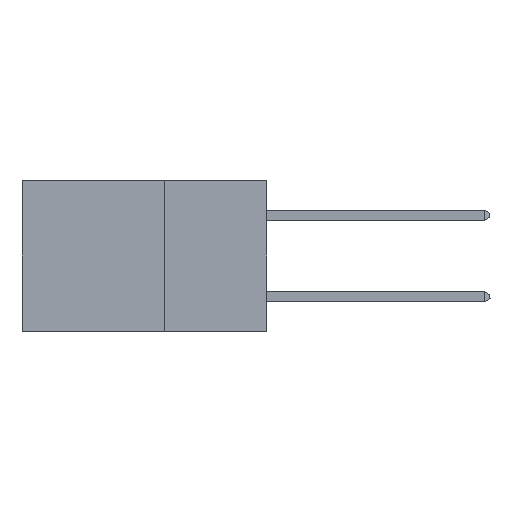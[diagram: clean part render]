
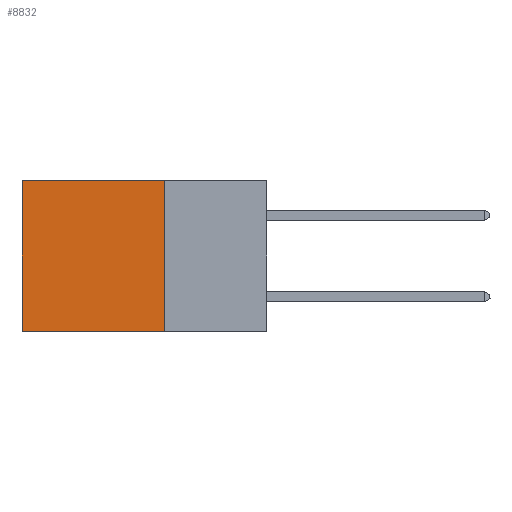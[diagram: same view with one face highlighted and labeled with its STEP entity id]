
A CAD part, left-side view. The second image highlights one B-rep face of the part: STEP entity #8832.
In plain terms, the highlighted planar face has unit normal (-1, 0, 0).
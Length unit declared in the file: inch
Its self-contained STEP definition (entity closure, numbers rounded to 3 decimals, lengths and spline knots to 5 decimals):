
#632 = ORIENTED_EDGE ( 'NONE', *, *, #11810, .F. ) ;
#1700 = DIRECTION ( 'NONE',  ( 0., 0., -1. ) ) ;
#2413 = AXIS2_PLACEMENT_3D ( 'NONE', #32940, #22051, #1700 ) ;
#4483 = CARTESIAN_POINT ( 'NONE',  ( 0.2875, 0.25, 0. ) ) ;
#6408 = VECTOR ( 'NONE', #23031, 39.37008 ) ;
#6615 = VERTEX_POINT ( 'NONE', #28755 ) ;
#7007 = VECTOR ( 'NONE', #31132, 39.37008 ) ;
#7747 = ORIENTED_EDGE ( 'NONE', *, *, #8224, .T. ) ;
#8224 = EDGE_CURVE ( 'NONE', #30371, #6615, #16539, .T. ) ;
#8810 = VECTOR ( 'NONE', #27700, 39.37008 ) ;
#8832 = ADVANCED_FACE ( 'NONE', ( #29541 ), #14780, .F. ) ;
#11649 = LINE ( 'NONE', #13133, #6408 ) ;
#11810 = EDGE_CURVE ( 'NONE', #30371, #23147, #24062, .T. ) ;
#12412 = VERTEX_POINT ( 'NONE', #22698 ) ;
#13133 = CARTESIAN_POINT ( 'NONE',  ( 0.2875, 0.25, -0.37 ) ) ;
#13434 = CARTESIAN_POINT ( 'NONE',  ( 0.2875, 0.25, -0.37 ) ) ;
#14780 = PLANE ( 'NONE',  #2413 ) ;
#15918 = ORIENTED_EDGE ( 'NONE', *, *, #22104, .T. ) ;
#16539 = LINE ( 'NONE', #4483, #8810 ) ;
#17127 = DIRECTION ( 'NONE',  ( 0., 0., -1. ) ) ;
#18979 = LINE ( 'NONE', #19514, #23873 ) ;
#19514 = CARTESIAN_POINT ( 'NONE',  ( 0.2875, 0.6, 0. ) ) ;
#20703 = CARTESIAN_POINT ( 'NONE',  ( 0.2875, 0.25, 0. ) ) ;
#22051 = DIRECTION ( 'NONE',  ( 1., 0., 0. ) ) ;
#22104 = EDGE_CURVE ( 'NONE', #6615, #12412, #18979, .T. ) ;
#22395 = EDGE_CURVE ( 'NONE', #23147, #12412, #11649, .T. ) ;
#22698 = CARTESIAN_POINT ( 'NONE',  ( 0.2875, 0.6, -0.37 ) ) ;
#23031 = DIRECTION ( 'NONE',  ( 0., 1., 0. ) ) ;
#23147 = VERTEX_POINT ( 'NONE', #13434 ) ;
#23873 = VECTOR ( 'NONE', #17127, 39.37008 ) ;
#24062 = LINE ( 'NONE', #20703, #7007 ) ;
#25272 = EDGE_LOOP ( 'NONE', ( #15918, #28884, #632, #7747 ) ) ;
#27700 = DIRECTION ( 'NONE',  ( 0., 1., 0. ) ) ;
#28755 = CARTESIAN_POINT ( 'NONE',  ( 0.2875, 0.6, 0. ) ) ;
#28884 = ORIENTED_EDGE ( 'NONE', *, *, #22395, .F. ) ;
#29541 = FACE_OUTER_BOUND ( 'NONE', #25272, .T. ) ;
#30371 = VERTEX_POINT ( 'NONE', #33148 ) ;
#31132 = DIRECTION ( 'NONE',  ( 0., 0., -1. ) ) ;
#32940 = CARTESIAN_POINT ( 'NONE',  ( 0.2875, 0.25, 0. ) ) ;
#33148 = CARTESIAN_POINT ( 'NONE',  ( 0.2875, 0.25, 0. ) ) ;
